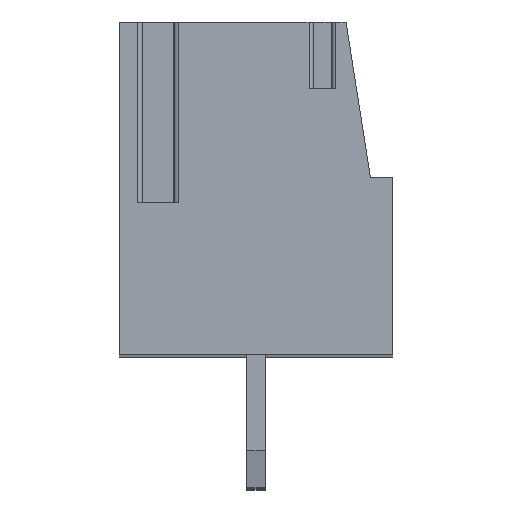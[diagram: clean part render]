
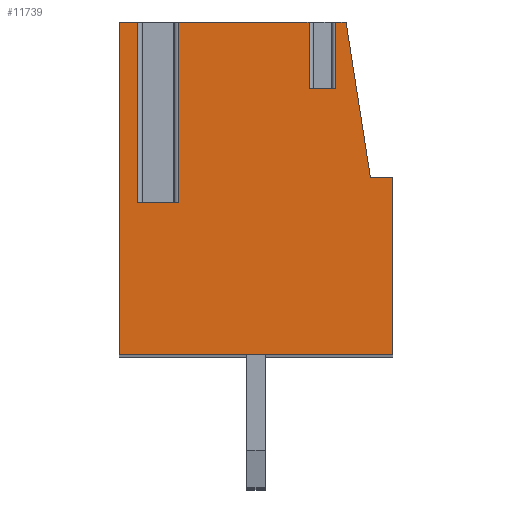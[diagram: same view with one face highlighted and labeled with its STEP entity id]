
A CAD part, top view. The second image highlights one B-rep face of the part: STEP entity #11739.
In plain terms, the highlighted planar face has unit normal (0, 0, 1).
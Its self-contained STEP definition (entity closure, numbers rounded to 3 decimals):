
#3349=DIRECTION('',(0.,1.,0.));
#3350=VECTOR('',#3349,1.8);
#3351=CARTESIAN_POINT('',(1.436,2.4,1.905));
#3352=LINE('',#3351,#3350);
#3353=DIRECTION('',(0.,1.,0.));
#3354=VECTOR('',#3353,1.8);
#3355=CARTESIAN_POINT('',(2.164,2.4,1.905));
#3356=LINE('',#3355,#3354);
#3357=DIRECTION('',(-1.,0.,0.));
#3358=VECTOR('',#3357,0.276);
#3359=CARTESIAN_POINT('',(2.44,4.2,1.905));
#3360=LINE('',#3359,#3358);
#3361=DIRECTION('',(-0.155,0.988,0.));
#3362=VECTOR('',#3361,4.252);
#3363=CARTESIAN_POINT('',(3.1,0.,1.905));
#3364=LINE('',#3363,#3362);
#3365=DIRECTION('',(-1.,0.,0.));
#3366=VECTOR('',#3365,0.6);
#3367=CARTESIAN_POINT('',(3.7,0.,1.905));
#3368=LINE('',#3367,#3366);
#3369=DIRECTION('',(0.,1.,0.));
#3370=VECTOR('',#3369,4.8);
#3371=CARTESIAN_POINT('',(3.7,-4.8,1.905));
#3372=LINE('',#3371,#3370);
#3373=DIRECTION('',(1.,0.,0.));
#3374=VECTOR('',#3373,7.4);
#3375=CARTESIAN_POINT('',(-3.7,-4.8,1.905));
#3376=LINE('',#3375,#3374);
#3377=DIRECTION('',(0.,-1.,0.));
#3378=VECTOR('',#3377,9.);
#3379=CARTESIAN_POINT('',(-3.7,4.2,1.905));
#3380=LINE('',#3379,#3378);
#3381=DIRECTION('',(-1.,0.,0.));
#3382=VECTOR('',#3381,0.504);
#3383=CARTESIAN_POINT('',(-3.196,4.2,1.905));
#3384=LINE('',#3383,#3382);
#3385=DIRECTION('',(0.,1.,0.));
#3386=VECTOR('',#3385,4.9);
#3387=CARTESIAN_POINT('',(-3.196,-0.7,1.905));
#3388=LINE('',#3387,#3386);
#3389=DIRECTION('',(-1.,0.,0.));
#3390=VECTOR('',#3389,1.093);
#3391=CARTESIAN_POINT('',(-2.104,-0.7,1.905));
#3392=LINE('',#3391,#3390);
#3393=DIRECTION('',(0.,1.,0.));
#3394=VECTOR('',#3393,4.9);
#3395=CARTESIAN_POINT('',(-2.104,-0.7,1.905));
#3396=LINE('',#3395,#3394);
#3397=DIRECTION('',(-1.,0.,0.));
#3398=VECTOR('',#3397,3.54);
#3399=CARTESIAN_POINT('',(1.436,4.2,1.905));
#3400=LINE('',#3399,#3398);
#3410=DIRECTION('',(1.,0.,0.));
#3411=VECTOR('',#3410,0.728);
#3412=CARTESIAN_POINT('',(1.436,2.4,1.905));
#3413=LINE('',#3412,#3411);
#5473=CARTESIAN_POINT('',(3.7,0.,1.905));
#5474=CARTESIAN_POINT('',(3.1,0.,1.905));
#5475=VERTEX_POINT('',#5473);
#5476=VERTEX_POINT('',#5474);
#5477=CARTESIAN_POINT('',(2.44,4.2,1.905));
#5478=VERTEX_POINT('',#5477);
#5479=CARTESIAN_POINT('',(-3.7,4.2,1.905));
#5480=CARTESIAN_POINT('',(-3.7,-4.8,1.905));
#5481=VERTEX_POINT('',#5479);
#5482=VERTEX_POINT('',#5480);
#5483=CARTESIAN_POINT('',(3.7,-4.8,1.905));
#5484=VERTEX_POINT('',#5483);
#5493=CARTESIAN_POINT('',(-2.104,-0.7,1.905));
#5494=CARTESIAN_POINT('',(-3.196,-0.7,1.905));
#5495=VERTEX_POINT('',#5493);
#5496=VERTEX_POINT('',#5494);
#5497=CARTESIAN_POINT('',(-3.196,4.2,1.905));
#5498=VERTEX_POINT('',#5497);
#5499=CARTESIAN_POINT('',(-2.104,4.2,1.905));
#5500=VERTEX_POINT('',#5499);
#5505=CARTESIAN_POINT('',(1.436,4.2,1.905));
#5506=VERTEX_POINT('',#5505);
#5508=CARTESIAN_POINT('',(2.164,4.2,1.905));
#5510=VERTEX_POINT('',#5508);
#5573=CARTESIAN_POINT('',(1.436,2.4,1.905));
#5574=VERTEX_POINT('',#5573);
#5576=CARTESIAN_POINT('',(2.164,2.4,1.905));
#5578=VERTEX_POINT('',#5576);
#11708=CARTESIAN_POINT('',(0.,0.,1.905));
#11709=DIRECTION('',(0.,0.,1.));
#11710=DIRECTION('',(1.,0.,0.));
#11711=AXIS2_PLACEMENT_3D('',#11708,#11709,#11710);
#11712=PLANE('',#11711);
#11714=ORIENTED_EDGE('',*,*,#11713,.F.);
#11716=ORIENTED_EDGE('',*,*,#11715,.T.);
#11718=ORIENTED_EDGE('',*,*,#11717,.T.);
#11719=ORIENTED_EDGE('',*,*,#7194,.F.);
#11721=ORIENTED_EDGE('',*,*,#11720,.F.);
#11723=ORIENTED_EDGE('',*,*,#11722,.F.);
#11725=ORIENTED_EDGE('',*,*,#11724,.F.);
#11727=ORIENTED_EDGE('',*,*,#11726,.F.);
#11728=ORIENTED_EDGE('',*,*,#11129,.F.);
#11729=ORIENTED_EDGE('',*,*,#7218,.F.);
#11731=ORIENTED_EDGE('',*,*,#11730,.F.);
#11733=ORIENTED_EDGE('',*,*,#11732,.F.);
#11735=ORIENTED_EDGE('',*,*,#11734,.T.);
#11736=ORIENTED_EDGE('',*,*,#7206,.F.);
#11737=EDGE_LOOP('',(#11714,#11716,#11718,#11719,#11721,#11723,#11725,#11727,
#11728,#11729,#11731,#11733,#11735,#11736));
#11738=FACE_OUTER_BOUND('',#11737,.F.);
#7194=EDGE_CURVE('',#5478,#5510,#3360,.T.);
#7206=EDGE_CURVE('',#5506,#5500,#3400,.T.);
#7218=EDGE_CURVE('',#5498,#5481,#3384,.T.);
#11129=EDGE_CURVE('',#5481,#5482,#3380,.T.);
#11713=EDGE_CURVE('',#5574,#5506,#3352,.T.);
#11715=EDGE_CURVE('',#5574,#5578,#3413,.T.);
#11717=EDGE_CURVE('',#5578,#5510,#3356,.T.);
#11720=EDGE_CURVE('',#5476,#5478,#3364,.T.);
#11722=EDGE_CURVE('',#5475,#5476,#3368,.T.);
#11724=EDGE_CURVE('',#5484,#5475,#3372,.T.);
#11726=EDGE_CURVE('',#5482,#5484,#3376,.T.);
#11730=EDGE_CURVE('',#5496,#5498,#3388,.T.);
#11732=EDGE_CURVE('',#5495,#5496,#3392,.T.);
#11734=EDGE_CURVE('',#5495,#5500,#3396,.T.);
#11739=ADVANCED_FACE('',(#11738),#11712,.T.);
